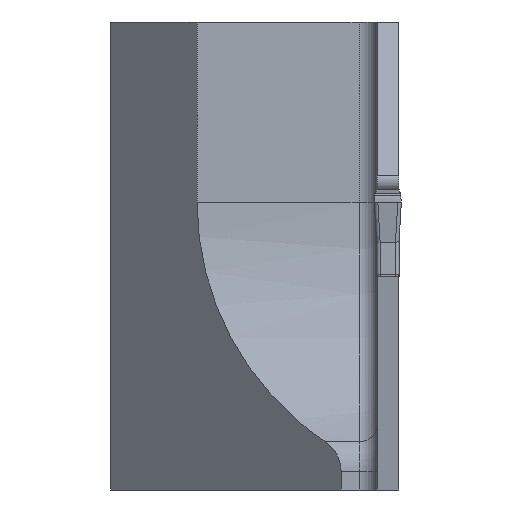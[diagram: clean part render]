
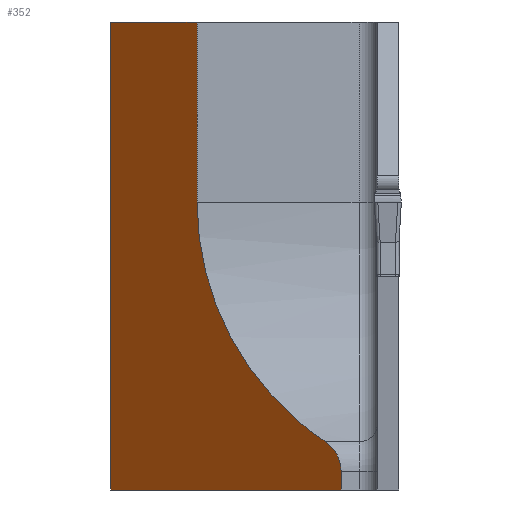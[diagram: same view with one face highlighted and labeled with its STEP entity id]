
A CAD part, left-side view. The second image highlights one B-rep face of the part: STEP entity #352.
In plain terms, the highlighted planar face has unit normal (-0.707, 0.707, 0).
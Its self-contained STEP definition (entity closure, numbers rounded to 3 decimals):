
#287=ELLIPSE('',#1600,2.828,2.);
#292=ELLIPSE('',#1629,22.627,16.);
#352=ADVANCED_FACE('',(#476),#420,.F.);
#420=PLANE('',#1639);
#476=FACE_OUTER_BOUND('',#550,.T.);
#550=EDGE_LOOP('',(#778,#779,#780,#781,#782,#783,#784));
#778=ORIENTED_EDGE('',*,*,#1212,.F.);
#779=ORIENTED_EDGE('',*,*,#1209,.F.);
#780=ORIENTED_EDGE('',*,*,#1144,.F.);
#781=ORIENTED_EDGE('',*,*,#1159,.F.);
#782=ORIENTED_EDGE('',*,*,#1154,.F.);
#783=ORIENTED_EDGE('',*,*,#1161,.F.);
#784=ORIENTED_EDGE('',*,*,#1164,.F.);
#1020=VERTEX_POINT('',#2149);
#1021=VERTEX_POINT('',#2151);
#1027=VERTEX_POINT('',#2168);
#1028=VERTEX_POINT('',#2170);
#1032=VERTEX_POINT('',#2182);
#1034=VERTEX_POINT('',#2188);
#1056=VERTEX_POINT('',#2278);
#1144=EDGE_CURVE('',#1020,#1021,#1332,.T.);
#1154=EDGE_CURVE('',#1027,#1028,#1340,.T.);
#1159=EDGE_CURVE('',#1028,#1020,#1345,.T.);
#1161=EDGE_CURVE('',#1032,#1027,#1347,.T.);
#1164=EDGE_CURVE('',#1034,#1032,#287,.T.);
#1209=EDGE_CURVE('',#1021,#1056,#1389,.T.);
#1212=EDGE_CURVE('',#1056,#1034,#292,.T.);
#1332=LINE('',#2150,#1471);
#1340=LINE('',#2169,#1479);
#1345=LINE('',#2178,#1484);
#1347=LINE('',#2183,#1486);
#1389=LINE('',#2277,#1528);
#1471=VECTOR('',#1747,1.);
#1479=VECTOR('',#1763,1.);
#1484=VECTOR('',#1770,1.);
#1486=VECTOR('',#1774,1.);
#1528=VECTOR('',#1874,1.);
#1600=AXIS2_PLACEMENT_3D('',#2189,#1779,#1780);
#1629=AXIS2_PLACEMENT_3D('',#2283,#1879,#1880);
#1639=AXIS2_PLACEMENT_3D('',#2293,#1899,#1900);
#1747=DIRECTION('',(-0.707,-0.707,0.));
#1763=DIRECTION('',(0.707,0.707,0.));
#1770=DIRECTION('',(0.,0.,1.));
#1774=DIRECTION('',(0.,0.,-1.));
#1779=DIRECTION('',(0.707,-0.707,0.));
#1780=DIRECTION('',(-0.707,-0.707,0.));
#1874=DIRECTION('',(0.,0.,-1.));
#1879=DIRECTION('',(-0.707,0.707,0.));
#1880=DIRECTION('',(-0.707,-0.707,0.));
#1899=DIRECTION('',(0.707,-0.707,0.));
#1900=DIRECTION('',(0.707,0.707,0.));
#2149=CARTESIAN_POINT('',(20.8,4.,10.));
#2150=CARTESIAN_POINT('',(8.,-8.8,10.));
#2151=CARTESIAN_POINT('',(16.,-0.8,10.));
#2168=CARTESIAN_POINT('',(8.,-8.8,-16.));
#2169=CARTESIAN_POINT('',(8.,-8.8,-16.));
#2170=CARTESIAN_POINT('',(20.8,4.,-16.));
#2178=CARTESIAN_POINT('',(20.8,4.,-30.));
#2182=CARTESIAN_POINT('',(8.,-8.8,-14.967));
#2183=CARTESIAN_POINT('',(8.,-8.8,-30.));
#2188=CARTESIAN_POINT('',(8.889,-7.911,-13.304));
#2189=CARTESIAN_POINT('',(10.,-6.8,-14.967));
#2277=CARTESIAN_POINT('',(16.,-0.8,-30.));
#2278=CARTESIAN_POINT('',(16.,-0.8,0.));
#2283=CARTESIAN_POINT('',(0.,-16.8,0.));
#2293=CARTESIAN_POINT('',(8.,-8.8,-30.));
